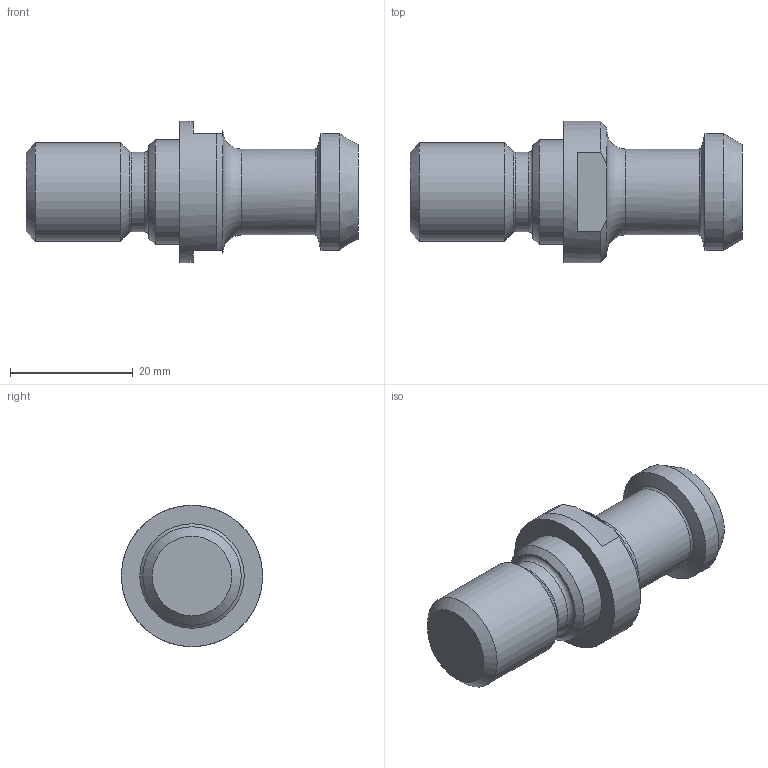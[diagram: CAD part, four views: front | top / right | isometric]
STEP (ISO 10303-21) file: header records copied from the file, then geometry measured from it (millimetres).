
FILE_DESCRIPTION(/* description */ ('RETENTION KNOB'),/* implementation_level */ '2;1');
FILE_NAME(/* name */ '4020NTRK.stp',/* time_stamp */ '2020-11-24T15:02:00-05:00',/* author */ ('dalloco'),/* organization */ (''),/* preprocessor_version */ 'ST-DEVELOPER v16.13',/* originating_system */ 'Autodesk Inventor 2018',/* authorisation */ '');
FILE_SCHEMA (('AUTOMOTIVE_DESIGN { 1 0 10303 214 3 1 1 }'));
Length unit declared in the file: inch
Products named in the file (1): 4020NTRK
Bounding box: 54 x 22.99 x 22.99 mm (x, y, z)
Volume: 11675.4 mm3; surface area: 3699.6 mm2
Topology: 1 solids, 1 shells, 29 faces, 60 edges, 35 vertices
Faces by surface type: plane 12, cone 7, cylinder 6, torus 4
Full cylindrical faces by diameter (mm): 12.954 x1, 13.97 x1, 16.002 x1, 17 x1, 18.999 x1, 22.987 x1
Entity records: 705 total; most frequent: DIRECTION 126, CARTESIAN_POINT 114, ORIENTED_EDGE 86, AXIS2_PLACEMENT_3D 57, EDGE_LOOP 46, EDGE_CURVE 43, VERTEX_POINT 33, FACE_OUTER_BOUND 29
